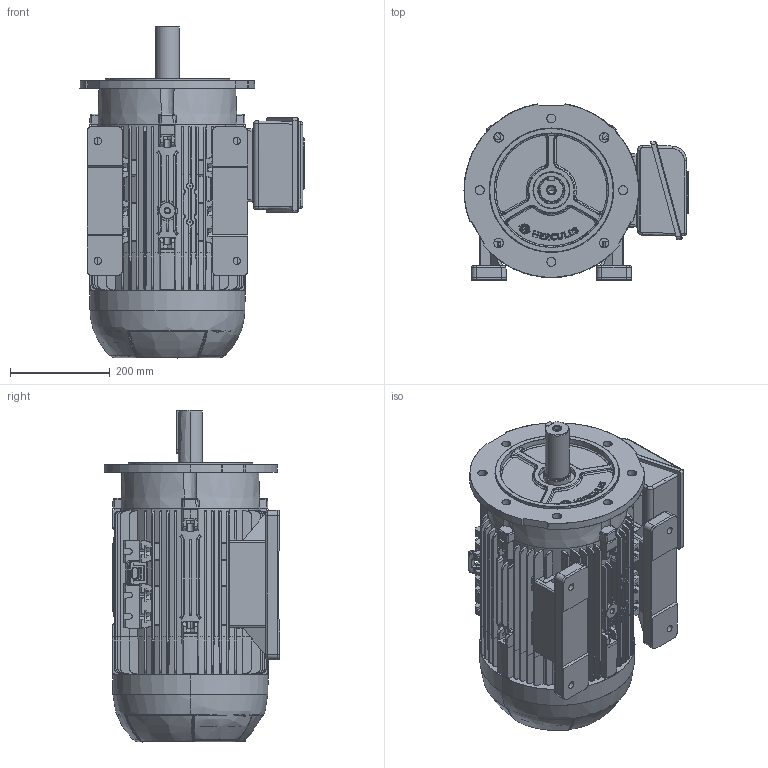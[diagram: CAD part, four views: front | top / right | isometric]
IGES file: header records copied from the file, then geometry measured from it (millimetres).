
Start section: SolidWorks IGES file using analytic representation for surfaces
Global section: file name: 180L_CP_FF_LEFT.igs; native system: SolidWorks 2020; preprocessor: SolidWorks 2020; author: tiagoacasio; date: 220717.220611; units: millimetre
Bounding box: 450.04 x 353.49 x 667 mm (x, y, z)
Surface area: 1993851.8 mm2 (no closed solid volume)
Topology: 0 solids, 0 shells, 4151 faces, 40535 edges, 40381 vertices
Faces by surface type: bspline 2401, revolution 1750
